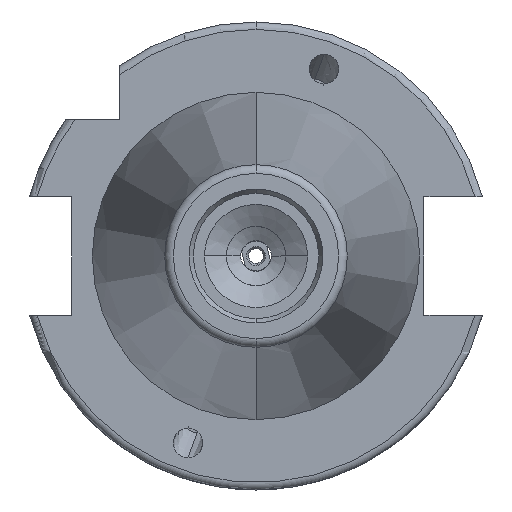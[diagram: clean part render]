
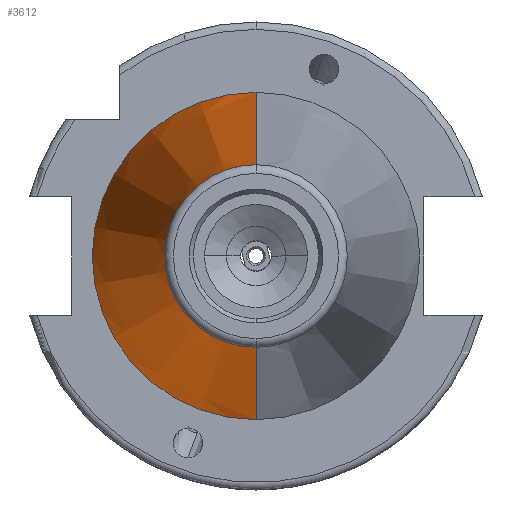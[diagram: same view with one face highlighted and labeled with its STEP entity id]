
A CAD part, left-side view. The second image highlights one B-rep face of the part: STEP entity #3612.
In plain terms, the highlighted conical face has half-angle 8.297 degrees and reference radius 22.225 mm.
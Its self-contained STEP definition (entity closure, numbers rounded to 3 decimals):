
#177 = ORIENTED_EDGE ( 'NONE', *, *, #5366, .T. ) ;
#512 = CIRCLE ( 'NONE', #6108, 22.225 ) ;
#1057 = ORIENTED_EDGE ( 'NONE', *, *, #2064, .F. ) ;
#1528 = CARTESIAN_POINT ( 'NONE',  ( 0., 0., 0. ) ) ;
#1558 = LINE ( 'NONE', #6787, #4033 ) ;
#1641 = LINE ( 'NONE', #2249, #4286 ) ;
#1801 = EDGE_LOOP ( 'NONE', ( #1057, #2398, #177, #5706 ) ) ;
#2064 = EDGE_CURVE ( 'NONE', #5324, #4147, #4925, .T. ) ;
#2067 = DIRECTION ( 'NONE',  ( 0., -1., 0. ) ) ;
#2230 = DIRECTION ( 'NONE',  ( 0., 1., 0. ) ) ;
#2249 = CARTESIAN_POINT ( 'NONE',  ( 0., 22.225, 0. ) ) ;
#2382 = AXIS2_PLACEMENT_3D ( 'NONE', #3789, #3813, #2230 ) ;
#2398 = ORIENTED_EDGE ( 'NONE', *, *, #4046, .T. ) ;
#2749 = DIRECTION ( 'NONE',  ( 0.99, 0.144, 0. ) ) ;
#2752 = CARTESIAN_POINT ( 'NONE',  ( -67.373, 0., 0. ) ) ;
#3074 = CARTESIAN_POINT ( 'NONE',  ( -67.373, -12.4, 0. ) ) ;
#3269 = VERTEX_POINT ( 'NONE', #5950 ) ;
#3283 = DIRECTION ( 'NONE',  ( 0., -1., 0. ) ) ;
#3612 = ADVANCED_FACE ( 'NONE', ( #5424 ), #3692, .T. ) ;
#3692 = CONICAL_SURFACE ( 'NONE', #2382, 22.225, 0.145 ) ;
#3789 = CARTESIAN_POINT ( 'NONE',  ( 0., 0., 0. ) ) ;
#3813 = DIRECTION ( 'NONE',  ( 1., 0., 0. ) ) ;
#4033 = VECTOR ( 'NONE', #5216, 1000. ) ;
#4046 = EDGE_CURVE ( 'NONE', #5324, #3269, #1558, .T. ) ;
#4147 = VERTEX_POINT ( 'NONE', #6356 ) ;
#4282 = EDGE_CURVE ( 'NONE', #4147, #6119, #1641, .T. ) ;
#4286 = VECTOR ( 'NONE', #2749, 1000. ) ;
#4365 = CARTESIAN_POINT ( 'NONE',  ( 0., 22.225, 0. ) ) ;
#4925 = CIRCLE ( 'NONE', #6285, 12.4 ) ;
#5216 = DIRECTION ( 'NONE',  ( 0.99, -0.144, 0. ) ) ;
#5235 = DIRECTION ( 'NONE',  ( -1., 0., 0. ) ) ;
#5324 = VERTEX_POINT ( 'NONE', #3074 ) ;
#5366 = EDGE_CURVE ( 'NONE', #3269, #6119, #512, .T. ) ;
#5424 = FACE_OUTER_BOUND ( 'NONE', #1801, .T. ) ;
#5706 = ORIENTED_EDGE ( 'NONE', *, *, #4282, .F. ) ;
#5950 = CARTESIAN_POINT ( 'NONE',  ( 0., -22.225, 0. ) ) ;
#6108 = AXIS2_PLACEMENT_3D ( 'NONE', #1528, #5235, #2067 ) ;
#6119 = VERTEX_POINT ( 'NONE', #4365 ) ;
#6285 = AXIS2_PLACEMENT_3D ( 'NONE', #2752, #6457, #3283 ) ;
#6356 = CARTESIAN_POINT ( 'NONE',  ( -67.373, 12.4, 0. ) ) ;
#6457 = DIRECTION ( 'NONE',  ( -1., 0., 0. ) ) ;
#6787 = CARTESIAN_POINT ( 'NONE',  ( 0., -22.225, 0. ) ) ;
